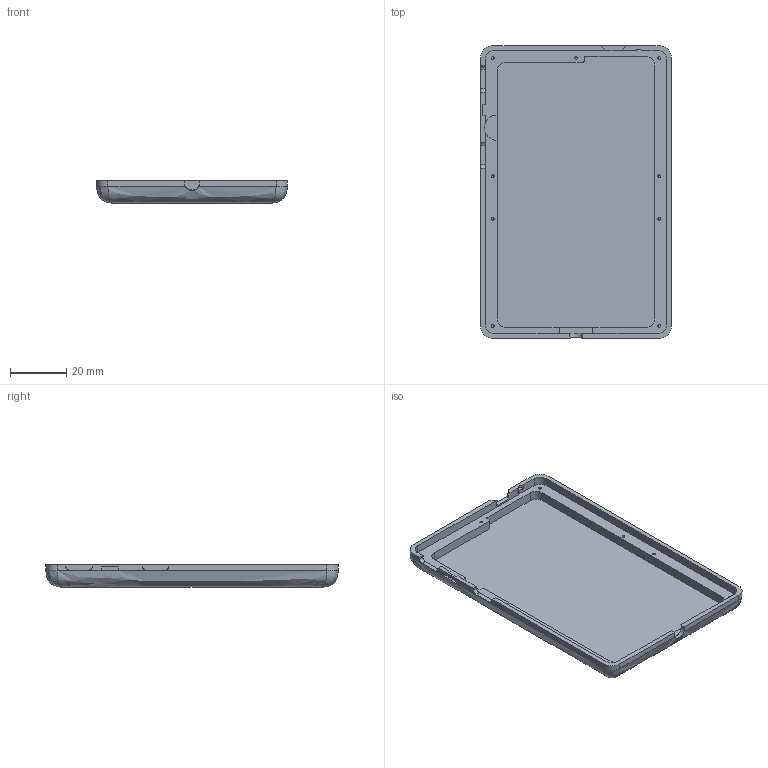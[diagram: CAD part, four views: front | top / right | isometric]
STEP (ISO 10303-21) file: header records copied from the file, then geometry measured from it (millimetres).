
FILE_DESCRIPTION(/* description */ (''),/* implementation_level */ '2;1');
FILE_NAME(/* name */ 'pepper-deck-2-back-cover.step',/* time_stamp */ '2025-04-30T10:00:39+08:00',/* author */ (''),/* organization */ (''),/* preprocessor_version */ 'ST-DEVELOPER v20.1',/* originating_system */ 'Autodesk Translation Framework v14.4.0.0',/* authorisation */ '');
FILE_SCHEMA (('AUTOMOTIVE_DESIGN { 1 0 10303 214 3 1 1 }'));
Length unit declared in the file: millimetre
Products named in the file (1): pepper-deck
Bounding box: 67.6 x 103.6 x 8 mm (x, y, z)
Volume: 16083.3 mm3; surface area: 17964.8 mm2
Topology: 1 solids, 1 shells, 408 faces, 1141 edges, 754 vertices
Faces by surface type: bspline 253, plane 124, cylinder 31
Full cylindrical faces by diameter (mm): 0.95 x9
Entity records: 16986 total; most frequent: CARTESIAN_POINT 8137, ORIENTED_EDGE 2274, EDGE_CURVE 1137, DIRECTION 988, VERTEX_POINT 754, LINE 546, VECTOR 546, B_SPLINE_CURVE_WITH_KNOTS 524
